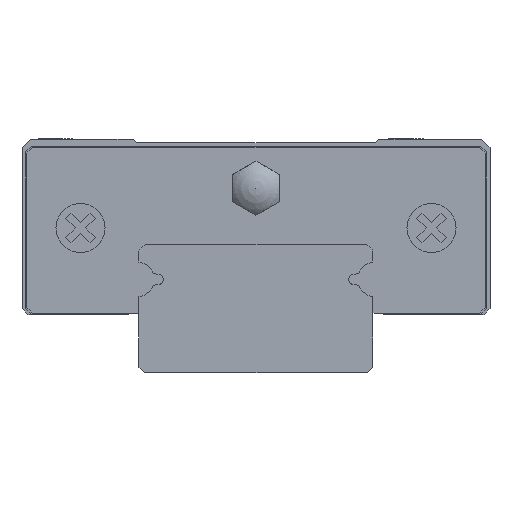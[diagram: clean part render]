
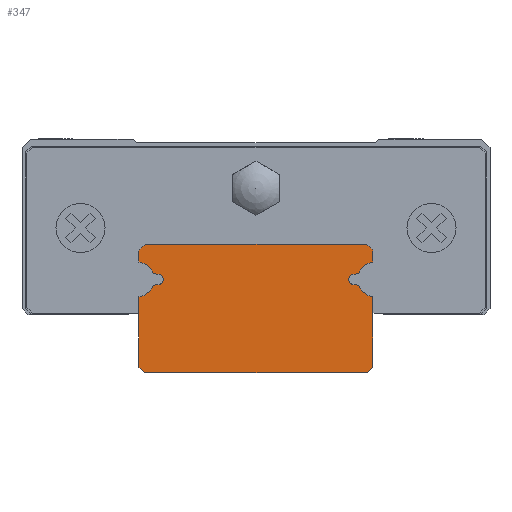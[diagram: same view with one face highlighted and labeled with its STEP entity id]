
A CAD part, front view. The second image highlights one B-rep face of the part: STEP entity #347.
In plain terms, the highlighted planar face has unit normal (0, -1, 0).
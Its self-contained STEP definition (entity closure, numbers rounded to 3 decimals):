
#347 = ADVANCED_FACE( '', ( #798 ), #799, .F. );
#798 = FACE_OUTER_BOUND( '', #1407, .T. );
#799 = PLANE( '', #1408 );
#1407 = EDGE_LOOP( '', ( #2195, #2196, #2197, #2198, #2199, #2200, #2201, #2202, #2203, #2204, #2205, #2206, #2207, #2208, #2209, #2210, #2211, #2212, #2213, #2214 ) );
#1408 = AXIS2_PLACEMENT_3D( '', #2215, #2216, #2217 );
#2195 = ORIENTED_EDGE( '', *, *, #3710, .T. );
#2196 = ORIENTED_EDGE( '', *, *, #3711, .T. );
#2197 = ORIENTED_EDGE( '', *, *, #3712, .T. );
#2198 = ORIENTED_EDGE( '', *, *, #3713, .T. );
#2199 = ORIENTED_EDGE( '', *, *, #3714, .T. );
#2200 = ORIENTED_EDGE( '', *, *, #3526, .T. );
#2201 = ORIENTED_EDGE( '', *, *, #3715, .T. );
#2202 = ORIENTED_EDGE( '', *, *, #3716, .T. );
#2203 = ORIENTED_EDGE( '', *, *, #3717, .T. );
#2204 = ORIENTED_EDGE( '', *, *, #3707, .T. );
#2205 = ORIENTED_EDGE( '', *, *, #3718, .T. );
#2206 = ORIENTED_EDGE( '', *, *, #3719, .T. );
#2207 = ORIENTED_EDGE( '', *, *, #3531, .T. );
#2208 = ORIENTED_EDGE( '', *, *, #3720, .T. );
#2209 = ORIENTED_EDGE( '', *, *, #3721, .T. );
#2210 = ORIENTED_EDGE( '', *, *, #3722, .T. );
#2211 = ORIENTED_EDGE( '', *, *, #3723, .T. );
#2212 = ORIENTED_EDGE( '', *, *, #3724, .T. );
#2213 = ORIENTED_EDGE( '', *, *, #3725, .T. );
#2214 = ORIENTED_EDGE( '', *, *, #3726, .T. );
#2215 = CARTESIAN_POINT( '', ( 10.2, -80., 8. ) );
#2216 = DIRECTION( '', ( 0., 1., 0. ) );
#2217 = DIRECTION( '', ( 0., 0., 1. ) );
#3526 = EDGE_CURVE( '', #4173, #4171, #4174, .T. );
#3531 = EDGE_CURVE( '', #4182, #4180, #4183, .T. );
#3707 = EDGE_CURVE( '', #4485, #4483, #4486, .T. );
#3710 = EDGE_CURVE( '', #4489, #4490, #4491, .T. );
#3711 = EDGE_CURVE( '', #4490, #4492, #4493, .T. );
#3712 = EDGE_CURVE( '', #4492, #4494, #4495, .T. );
#3713 = EDGE_CURVE( '', #4494, #4496, #4497, .T. );
#3714 = EDGE_CURVE( '', #4496, #4173, #4498, .T. );
#3715 = EDGE_CURVE( '', #4171, #4499, #4500, .T. );
#3716 = EDGE_CURVE( '', #4499, #4501, #4502, .T. );
#3717 = EDGE_CURVE( '', #4501, #4485, #4503, .T. );
#3718 = EDGE_CURVE( '', #4483, #4504, #4505, .T. );
#3719 = EDGE_CURVE( '', #4504, #4182, #4506, .T. );
#3720 = EDGE_CURVE( '', #4180, #4507, #4508, .T. );
#3721 = EDGE_CURVE( '', #4507, #4509, #4510, .T. );
#3722 = EDGE_CURVE( '', #4509, #4511, #4512, .T. );
#3723 = EDGE_CURVE( '', #4511, #4513, #4514, .T. );
#3724 = EDGE_CURVE( '', #4513, #4515, #4516, .T. );
#3725 = EDGE_CURVE( '', #4515, #4517, #4518, .T. );
#3726 = EDGE_CURVE( '', #4517, #4489, #4519, .T. );
#4171 = VERTEX_POINT( '', #5124 );
#4173 = VERTEX_POINT( '', #5127 );
#4174 = LINE( '', #5128, #5129 );
#4180 = VERTEX_POINT( '', #5136 );
#4182 = VERTEX_POINT( '', #5139 );
#4183 = CIRCLE( '', #5140, 1.15 );
#4483 = VERTEX_POINT( '', #5561 );
#4485 = VERTEX_POINT( '', #5564 );
#4486 = LINE( '', #5565, #5566 );
#4489 = VERTEX_POINT( '', #5570 );
#4490 = VERTEX_POINT( '', #5571 );
#4491 = LINE( '', #5572, #5573 );
#4492 = VERTEX_POINT( '', #5574 );
#4493 = LINE( '', #5575, #5576 );
#4494 = VERTEX_POINT( '', #5577 );
#4495 = LINE( '', #5578, #5579 );
#4496 = VERTEX_POINT( '', #5580 );
#4497 = LINE( '', #5581, #5582 );
#4498 = CIRCLE( '', #5583, 1.5 );
#4499 = VERTEX_POINT( '', #5584 );
#4500 = CIRCLE( '', #5585, 0.47 );
#4501 = VERTEX_POINT( '', #5586 );
#4502 = LINE( '', #5587, #5588 );
#4503 = CIRCLE( '', #5589, 1.5 );
#4504 = VERTEX_POINT( '', #5590 );
#4505 = CIRCLE( '', #5591, 1.15 );
#4506 = LINE( '', #5592, #5593 );
#4507 = VERTEX_POINT( '', #5594 );
#4508 = LINE( '', #5595, #5596 );
#4509 = VERTEX_POINT( '', #5597 );
#4510 = CIRCLE( '', #5598, 1.5 );
#4511 = VERTEX_POINT( '', #5599 );
#4512 = LINE( '', #5600, #5601 );
#4513 = VERTEX_POINT( '', #5602 );
#4514 = CIRCLE( '', #5603, 0.47 );
#4515 = VERTEX_POINT( '', #5604 );
#4516 = LINE( '', #5605, #5606 );
#4517 = VERTEX_POINT( '', #5607 );
#4518 = CIRCLE( '', #5608, 1.5 );
#4519 = LINE( '', #5609, #5610 );
#5124 = CARTESIAN_POINT( '', ( 8.191, -80., 7.579 ) );
#5127 = CARTESIAN_POINT( '', ( 8.786, -80., 7.498 ) );
#5128 = CARTESIAN_POINT( '', ( 8.786, -80., 7.498 ) );
#5129 = VECTOR( '', #6455, 1000. );
#5136 = CARTESIAN_POINT( '', ( -10., -80., 10.419 ) );
#5139 = CARTESIAN_POINT( '', ( -9.419, -80., 11. ) );
#5140 = AXIS2_PLACEMENT_3D( '', #6461, #6462, #6463 );
#5561 = CARTESIAN_POINT( '', ( 10., -80., 10.419 ) );
#5564 = CARTESIAN_POINT( '', ( 10., -80., 9.487 ) );
#5565 = CARTESIAN_POINT( '', ( 10., -80., 9.487 ) );
#5566 = VECTOR( '', #6631, 1000. );
#5570 = CARTESIAN_POINT( '', ( -10., -80., 0.5 ) );
#5571 = CARTESIAN_POINT( '', ( -9.5, -80., 0. ) );
#5572 = CARTESIAN_POINT( '', ( -9.5, -80., 0. ) );
#5573 = VECTOR( '', #6633, 1000. );
#5574 = CARTESIAN_POINT( '', ( 9.5, -80., 0. ) );
#5575 = CARTESIAN_POINT( '', ( -9.5, -80., 0. ) );
#5576 = VECTOR( '', #6634, 1000. );
#5577 = CARTESIAN_POINT( '', ( 10., -80., 0.5 ) );
#5578 = CARTESIAN_POINT( '', ( 9.5, -80., 0. ) );
#5579 = VECTOR( '', #6635, 1000. );
#5580 = CARTESIAN_POINT( '', ( 10., -80., 6.513 ) );
#5581 = CARTESIAN_POINT( '', ( 10., -80., 0.5 ) );
#5582 = VECTOR( '', #6636, 1000. );
#5583 = AXIS2_PLACEMENT_3D( '', #6637, #6638, #6639 );
#5584 = CARTESIAN_POINT( '', ( 8.191, -80., 8.421 ) );
#5585 = AXIS2_PLACEMENT_3D( '', #6640, #6641, #6642 );
#5586 = CARTESIAN_POINT( '', ( 8.786, -80., 8.502 ) );
#5587 = CARTESIAN_POINT( '', ( 8.191, -80., 8.421 ) );
#5588 = VECTOR( '', #6643, 1000. );
#5589 = AXIS2_PLACEMENT_3D( '', #6644, #6645, #6646 );
#5590 = CARTESIAN_POINT( '', ( 9.419, -80., 11. ) );
#5591 = AXIS2_PLACEMENT_3D( '', #6647, #6648, #6649 );
#5592 = CARTESIAN_POINT( '', ( 9.419, -80., 11. ) );
#5593 = VECTOR( '', #6650, 1000. );
#5594 = CARTESIAN_POINT( '', ( -10., -80., 9.487 ) );
#5595 = CARTESIAN_POINT( '', ( -10., -80., 10.419 ) );
#5596 = VECTOR( '', #6651, 1000. );
#5597 = CARTESIAN_POINT( '', ( -8.786, -80., 8.502 ) );
#5598 = AXIS2_PLACEMENT_3D( '', #6652, #6653, #6654 );
#5599 = CARTESIAN_POINT( '', ( -8.191, -80., 8.421 ) );
#5600 = CARTESIAN_POINT( '', ( -8.786, -80., 8.502 ) );
#5601 = VECTOR( '', #6655, 1000. );
#5602 = CARTESIAN_POINT( '', ( -8.191, -80., 7.579 ) );
#5603 = AXIS2_PLACEMENT_3D( '', #6656, #6657, #6658 );
#5604 = CARTESIAN_POINT( '', ( -8.786, -80., 7.498 ) );
#5605 = CARTESIAN_POINT( '', ( -8.191, -80., 7.579 ) );
#5606 = VECTOR( '', #6659, 1000. );
#5607 = CARTESIAN_POINT( '', ( -10., -80., 6.513 ) );
#5608 = AXIS2_PLACEMENT_3D( '', #6660, #6661, #6662 );
#5609 = CARTESIAN_POINT( '', ( -10., -80., 0.5 ) );
#5610 = VECTOR( '', #6663, 1000. );
#6455 = DIRECTION( '', ( -0.991, 0., 0.135 ) );
#6461 = CARTESIAN_POINT( '', ( -8.95, -80., 9.95 ) );
#6462 = DIRECTION( '', ( 0., -1., 0. ) );
#6463 = DIRECTION( '', ( 1., 0., 0. ) );
#6631 = DIRECTION( '', ( 0., 0., 1. ) );
#6633 = DIRECTION( '', ( 0.707, 0., -0.707 ) );
#6634 = DIRECTION( '', ( 1., 0., 0. ) );
#6635 = DIRECTION( '', ( 0.707, 0., 0.707 ) );
#6636 = DIRECTION( '', ( 0., 0., 1. ) );
#6637 = CARTESIAN_POINT( '', ( 10.2, -80., 8. ) );
#6638 = DIRECTION( '', ( 0., 1., 0. ) );
#6639 = DIRECTION( '', ( 1., 0., 0. ) );
#6640 = CARTESIAN_POINT( '', ( 8.4, -80., 8. ) );
#6641 = DIRECTION( '', ( 0., 1., 0. ) );
#6642 = DIRECTION( '', ( 1., 0., 0. ) );
#6643 = DIRECTION( '', ( 0.991, 0., 0.135 ) );
#6644 = CARTESIAN_POINT( '', ( 10.2, -80., 8. ) );
#6645 = DIRECTION( '', ( 0., 1., 0. ) );
#6646 = DIRECTION( '', ( 1., 0., 0. ) );
#6647 = CARTESIAN_POINT( '', ( 8.95, -80., 9.95 ) );
#6648 = DIRECTION( '', ( 0., -1., 0. ) );
#6649 = DIRECTION( '', ( 1., 0., 0. ) );
#6650 = DIRECTION( '', ( -1., 0., 0. ) );
#6651 = DIRECTION( '', ( 0., 0., -1. ) );
#6652 = CARTESIAN_POINT( '', ( -10.2, -80., 8. ) );
#6653 = DIRECTION( '', ( 0., 1., 0. ) );
#6654 = DIRECTION( '', ( 1., 0., 0. ) );
#6655 = DIRECTION( '', ( 0.991, 0., -0.135 ) );
#6656 = CARTESIAN_POINT( '', ( -8.4, -80., 8. ) );
#6657 = DIRECTION( '', ( 0., 1., 0. ) );
#6658 = DIRECTION( '', ( -1., 0., 0. ) );
#6659 = DIRECTION( '', ( -0.991, 0., -0.135 ) );
#6660 = CARTESIAN_POINT( '', ( -10.2, -80., 8. ) );
#6661 = DIRECTION( '', ( 0., 1., 0. ) );
#6662 = DIRECTION( '', ( 1., 0., 0. ) );
#6663 = DIRECTION( '', ( 0., 0., -1. ) );
